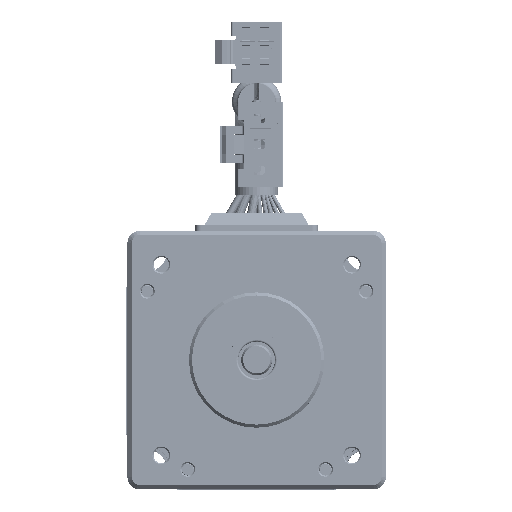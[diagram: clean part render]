
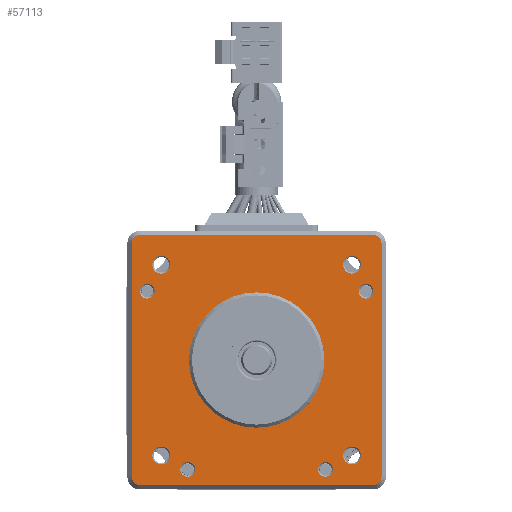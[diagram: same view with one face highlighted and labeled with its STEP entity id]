
A CAD part, top view. The second image highlights one B-rep face of the part: STEP entity #57113.
In plain terms, the highlighted planar face has unit normal (0, 0, 1).
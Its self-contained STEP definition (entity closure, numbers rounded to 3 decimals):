
#53671=DIRECTION('',(0.,1.,0.));
#53672=VECTOR('',#53671,38.);
#53673=CARTESIAN_POINT('',(20.3,-19.,-1.5));
#53674=LINE('',#53673,#53672);
#53688=DIRECTION('',(-1.,0.,0.));
#53689=VECTOR('',#53688,38.);
#53690=CARTESIAN_POINT('',(19.,20.3,-1.5));
#53691=LINE('',#53690,#53689);
#53705=DIRECTION('',(0.,-1.,0.));
#53706=VECTOR('',#53705,38.);
#53707=CARTESIAN_POINT('',(-20.3,19.,-1.5));
#53708=LINE('',#53707,#53706);
#53722=DIRECTION('',(1.,0.,0.));
#53723=VECTOR('',#53722,38.);
#53724=CARTESIAN_POINT('',(-19.,-20.3,-1.5));
#53725=LINE('',#53724,#53723);
#53726=CARTESIAN_POINT('',(19.,19.,-1.5));
#53727=DIRECTION('',(0.,0.,-1.));
#53728=DIRECTION('',(0.,1.,0.));
#53729=AXIS2_PLACEMENT_3D('',#53726,#53727,#53728);
#53731=CARTESIAN_POINT('',(19.,-19.,-1.5));
#53732=DIRECTION('',(0.,0.,-1.));
#53733=DIRECTION('',(1.,0.,0.));
#53734=AXIS2_PLACEMENT_3D('',#53731,#53732,#53733);
#53736=CARTESIAN_POINT('',(-19.,-19.,-1.5));
#53737=DIRECTION('',(0.,0.,-1.));
#53738=DIRECTION('',(0.,-1.,0.));
#53739=AXIS2_PLACEMENT_3D('',#53736,#53737,#53738);
#53741=CARTESIAN_POINT('',(-19.,19.,-1.5));
#53742=DIRECTION('',(0.,0.,-1.));
#53743=DIRECTION('',(-1.,0.,0.));
#53744=AXIS2_PLACEMENT_3D('',#53741,#53742,#53743);
#53746=CARTESIAN_POINT('',(-15.5,15.5,-1.5));
#53747=DIRECTION('',(0.,0.,1.));
#53748=DIRECTION('',(-1.,0.,0.));
#53749=AXIS2_PLACEMENT_3D('',#53746,#53747,#53748);
#53751=CARTESIAN_POINT('',(-15.5,15.5,-1.5));
#53752=DIRECTION('',(0.,0.,1.));
#53753=DIRECTION('',(1.,0.,0.));
#53754=AXIS2_PLACEMENT_3D('',#53751,#53752,#53753);
#53756=CARTESIAN_POINT('',(15.5,-15.5,-1.5));
#53757=DIRECTION('',(0.,0.,1.));
#53758=DIRECTION('',(-1.,0.,0.));
#53759=AXIS2_PLACEMENT_3D('',#53756,#53757,#53758);
#53761=CARTESIAN_POINT('',(15.5,-15.5,-1.5));
#53762=DIRECTION('',(0.,0.,1.));
#53763=DIRECTION('',(1.,0.,0.));
#53764=AXIS2_PLACEMENT_3D('',#53761,#53762,#53763);
#53766=CARTESIAN_POINT('',(15.5,15.5,-1.5));
#53767=DIRECTION('',(0.,0.,1.));
#53768=DIRECTION('',(-1.,0.,0.));
#53769=AXIS2_PLACEMENT_3D('',#53766,#53767,#53768);
#53771=CARTESIAN_POINT('',(15.5,15.5,-1.5));
#53772=DIRECTION('',(0.,0.,1.));
#53773=DIRECTION('',(1.,0.,0.));
#53774=AXIS2_PLACEMENT_3D('',#53771,#53772,#53773);
#53776=CARTESIAN_POINT('',(-17.77,11.19,-1.5));
#53777=DIRECTION('',(0.,0.,1.));
#53778=DIRECTION('',(-1.,0.,0.));
#53779=AXIS2_PLACEMENT_3D('',#53776,#53777,#53778);
#53781=CARTESIAN_POINT('',(-17.77,11.19,-1.5));
#53782=DIRECTION('',(0.,0.,1.));
#53783=DIRECTION('',(1.,0.,0.));
#53784=AXIS2_PLACEMENT_3D('',#53781,#53782,#53783);
#53786=CARTESIAN_POINT('',(17.77,11.19,-1.5));
#53787=DIRECTION('',(0.,0.,1.));
#53788=DIRECTION('',(-1.,0.,0.));
#53789=AXIS2_PLACEMENT_3D('',#53786,#53787,#53788);
#53791=CARTESIAN_POINT('',(17.77,11.19,-1.5));
#53792=DIRECTION('',(0.,0.,1.));
#53793=DIRECTION('',(1.,0.,0.));
#53794=AXIS2_PLACEMENT_3D('',#53791,#53792,#53793);
#53796=CARTESIAN_POINT('',(-11.19,-17.77,-1.5));
#53797=DIRECTION('',(0.,0.,1.));
#53798=DIRECTION('',(-1.,0.,0.));
#53799=AXIS2_PLACEMENT_3D('',#53796,#53797,#53798);
#53801=CARTESIAN_POINT('',(-11.19,-17.77,-1.5));
#53802=DIRECTION('',(0.,0.,1.));
#53803=DIRECTION('',(1.,0.,0.));
#53804=AXIS2_PLACEMENT_3D('',#53801,#53802,#53803);
#53806=CARTESIAN_POINT('',(11.19,-17.77,-1.5));
#53807=DIRECTION('',(0.,0.,1.));
#53808=DIRECTION('',(-1.,0.,0.));
#53809=AXIS2_PLACEMENT_3D('',#53806,#53807,#53808);
#53811=CARTESIAN_POINT('',(11.19,-17.77,-1.5));
#53812=DIRECTION('',(0.,0.,1.));
#53813=DIRECTION('',(1.,0.,0.));
#53814=AXIS2_PLACEMENT_3D('',#53811,#53812,#53813);
#53816=CARTESIAN_POINT('',(-15.5,-15.5,-1.5));
#53817=DIRECTION('',(0.,0.,1.));
#53818=DIRECTION('',(-1.,0.,0.));
#53819=AXIS2_PLACEMENT_3D('',#53816,#53817,#53818);
#53821=CARTESIAN_POINT('',(-15.5,-15.5,-1.5));
#53822=DIRECTION('',(0.,0.,1.));
#53823=DIRECTION('',(1.,0.,0.));
#53824=AXIS2_PLACEMENT_3D('',#53821,#53822,#53823);
#53826=CARTESIAN_POINT('',(0.,0.,-1.5));
#53827=DIRECTION('',(0.,0.,1.));
#53828=DIRECTION('',(-1.,0.,0.));
#53829=AXIS2_PLACEMENT_3D('',#53826,#53827,#53828);
#53831=CARTESIAN_POINT('',(0.,0.,-1.5));
#53832=DIRECTION('',(0.,0.,1.));
#53833=DIRECTION('',(1.,0.,0.));
#53834=AXIS2_PLACEMENT_3D('',#53831,#53832,#53833);
#55248=CARTESIAN_POINT('',(-11.,0.,-1.5));
#55249=VERTEX_POINT('',#55248);
#55250=CARTESIAN_POINT('',(11.,0.,-1.5));
#55251=VERTEX_POINT('',#55250);
#55252=CARTESIAN_POINT('',(19.,20.3,-1.5));
#55253=CARTESIAN_POINT('',(20.3,19.,-1.5));
#55254=VERTEX_POINT('',#55252);
#55255=VERTEX_POINT('',#55253);
#55256=CARTESIAN_POINT('',(20.3,-19.,-1.5));
#55257=VERTEX_POINT('',#55256);
#55258=CARTESIAN_POINT('',(19.,-20.3,-1.5));
#55259=VERTEX_POINT('',#55258);
#55260=CARTESIAN_POINT('',(-19.,-20.3,-1.5));
#55261=VERTEX_POINT('',#55260);
#55262=CARTESIAN_POINT('',(-20.3,-19.,-1.5));
#55263=VERTEX_POINT('',#55262);
#55264=CARTESIAN_POINT('',(-20.3,19.,-1.5));
#55265=VERTEX_POINT('',#55264);
#55266=CARTESIAN_POINT('',(-19.,20.3,-1.5));
#55267=VERTEX_POINT('',#55266);
#55268=CARTESIAN_POINT('',(-16.95,15.5,-1.5));
#55269=CARTESIAN_POINT('',(-14.05,15.5,-1.5));
#55270=VERTEX_POINT('',#55268);
#55271=VERTEX_POINT('',#55269);
#55272=CARTESIAN_POINT('',(14.05,-15.5,-1.5));
#55273=CARTESIAN_POINT('',(16.95,-15.5,-1.5));
#55274=VERTEX_POINT('',#55272);
#55275=VERTEX_POINT('',#55273);
#55276=CARTESIAN_POINT('',(14.05,15.5,-1.5));
#55277=CARTESIAN_POINT('',(16.95,15.5,-1.5));
#55278=VERTEX_POINT('',#55276);
#55279=VERTEX_POINT('',#55277);
#55280=CARTESIAN_POINT('',(-18.97,11.19,-1.5));
#55281=CARTESIAN_POINT('',(-16.57,11.19,-1.5));
#55282=VERTEX_POINT('',#55280);
#55283=VERTEX_POINT('',#55281);
#55284=CARTESIAN_POINT('',(16.57,11.19,-1.5));
#55285=CARTESIAN_POINT('',(18.97,11.19,-1.5));
#55286=VERTEX_POINT('',#55284);
#55287=VERTEX_POINT('',#55285);
#55288=CARTESIAN_POINT('',(-12.39,-17.77,-1.5));
#55289=CARTESIAN_POINT('',(-9.99,-17.77,-1.5));
#55290=VERTEX_POINT('',#55288);
#55291=VERTEX_POINT('',#55289);
#55292=CARTESIAN_POINT('',(9.99,-17.77,-1.5));
#55293=CARTESIAN_POINT('',(12.39,-17.77,-1.5));
#55294=VERTEX_POINT('',#55292);
#55295=VERTEX_POINT('',#55293);
#55296=CARTESIAN_POINT('',(-16.95,-15.5,-1.5));
#55297=CARTESIAN_POINT('',(-14.05,-15.5,-1.5));
#55298=VERTEX_POINT('',#55296);
#55299=VERTEX_POINT('',#55297);
#57044=CARTESIAN_POINT('',(0.,11.,-1.5));
#57045=DIRECTION('',(0.,0.,1.));
#57046=DIRECTION('',(1.,0.,0.));
#57047=AXIS2_PLACEMENT_3D('',#57044,#57045,#57046);
#57048=PLANE('',#57047);
#57049=ORIENTED_EDGE('',*,*,#56968,.T.);
#57050=ORIENTED_EDGE('',*,*,#56953,.F.);
#57051=ORIENTED_EDGE('',*,*,#56939,.T.);
#57052=ORIENTED_EDGE('',*,*,#57039,.F.);
#57053=ORIENTED_EDGE('',*,*,#57026,.T.);
#57054=ORIENTED_EDGE('',*,*,#57011,.F.);
#57055=ORIENTED_EDGE('',*,*,#56997,.T.);
#57056=ORIENTED_EDGE('',*,*,#56982,.F.);
#57057=EDGE_LOOP('',(#57049,#57050,#57051,#57052,#57053,#57054,#57055,#57056));
#57058=FACE_OUTER_BOUND('',#57057,.F.);
#57060=ORIENTED_EDGE('',*,*,#57059,.T.);
#57062=ORIENTED_EDGE('',*,*,#57061,.T.);
#57063=EDGE_LOOP('',(#57060,#57062));
#57064=FACE_BOUND('',#57063,.F.);
#57066=ORIENTED_EDGE('',*,*,#57065,.T.);
#57068=ORIENTED_EDGE('',*,*,#57067,.T.);
#57069=EDGE_LOOP('',(#57066,#57068));
#57070=FACE_BOUND('',#57069,.F.);
#57072=ORIENTED_EDGE('',*,*,#57071,.T.);
#57074=ORIENTED_EDGE('',*,*,#57073,.T.);
#57075=EDGE_LOOP('',(#57072,#57074));
#57076=FACE_BOUND('',#57075,.F.);
#57078=ORIENTED_EDGE('',*,*,#57077,.T.);
#57080=ORIENTED_EDGE('',*,*,#57079,.T.);
#57081=EDGE_LOOP('',(#57078,#57080));
#57082=FACE_BOUND('',#57081,.F.);
#57084=ORIENTED_EDGE('',*,*,#57083,.T.);
#57086=ORIENTED_EDGE('',*,*,#57085,.T.);
#57087=EDGE_LOOP('',(#57084,#57086));
#57088=FACE_BOUND('',#57087,.F.);
#57090=ORIENTED_EDGE('',*,*,#57089,.T.);
#57092=ORIENTED_EDGE('',*,*,#57091,.T.);
#57093=EDGE_LOOP('',(#57090,#57092));
#57094=FACE_BOUND('',#57093,.F.);
#57096=ORIENTED_EDGE('',*,*,#57095,.T.);
#57098=ORIENTED_EDGE('',*,*,#57097,.T.);
#57099=EDGE_LOOP('',(#57096,#57098));
#57100=FACE_BOUND('',#57099,.F.);
#57102=ORIENTED_EDGE('',*,*,#57101,.T.);
#57104=ORIENTED_EDGE('',*,*,#57103,.T.);
#57105=EDGE_LOOP('',(#57102,#57104));
#57106=FACE_BOUND('',#57105,.F.);
#57108=ORIENTED_EDGE('',*,*,#57107,.T.);
#57110=ORIENTED_EDGE('',*,*,#57109,.T.);
#57111=EDGE_LOOP('',(#57108,#57110));
#57112=FACE_BOUND('',#57111,.F.);
#57113=ADVANCED_FACE('',(#57058,#57064,#57070,#57076,#57082,#57088,#57094,
#57100,#57106,#57112),#57048,.T.);
#53730=CIRCLE('',#53729,1.3);
#53735=CIRCLE('',#53734,1.3);
#53740=CIRCLE('',#53739,1.3);
#53745=CIRCLE('',#53744,1.3);
#53750=CIRCLE('',#53749,1.45);
#53755=CIRCLE('',#53754,1.45);
#53760=CIRCLE('',#53759,1.45);
#53765=CIRCLE('',#53764,1.45);
#53770=CIRCLE('',#53769,1.45);
#53775=CIRCLE('',#53774,1.45);
#53780=CIRCLE('',#53779,1.2);
#53785=CIRCLE('',#53784,1.2);
#53790=CIRCLE('',#53789,1.2);
#53795=CIRCLE('',#53794,1.2);
#53800=CIRCLE('',#53799,1.2);
#53805=CIRCLE('',#53804,1.2);
#53810=CIRCLE('',#53809,1.2);
#53815=CIRCLE('',#53814,1.2);
#53820=CIRCLE('',#53819,1.45);
#53825=CIRCLE('',#53824,1.45);
#53830=CIRCLE('',#53829,11.);
#53835=CIRCLE('',#53834,11.);
#56939=EDGE_CURVE('',#55257,#55259,#53735,.T.);
#56953=EDGE_CURVE('',#55257,#55255,#53674,.T.);
#56968=EDGE_CURVE('',#55254,#55255,#53730,.T.);
#56982=EDGE_CURVE('',#55254,#55267,#53691,.T.);
#56997=EDGE_CURVE('',#55265,#55267,#53745,.T.);
#57011=EDGE_CURVE('',#55265,#55263,#53708,.T.);
#57026=EDGE_CURVE('',#55261,#55263,#53740,.T.);
#57039=EDGE_CURVE('',#55261,#55259,#53725,.T.);
#57059=EDGE_CURVE('',#55270,#55271,#53750,.T.);
#57061=EDGE_CURVE('',#55271,#55270,#53755,.T.);
#57065=EDGE_CURVE('',#55274,#55275,#53760,.T.);
#57067=EDGE_CURVE('',#55275,#55274,#53765,.T.);
#57071=EDGE_CURVE('',#55278,#55279,#53770,.T.);
#57073=EDGE_CURVE('',#55279,#55278,#53775,.T.);
#57077=EDGE_CURVE('',#55282,#55283,#53780,.T.);
#57079=EDGE_CURVE('',#55283,#55282,#53785,.T.);
#57083=EDGE_CURVE('',#55286,#55287,#53790,.T.);
#57085=EDGE_CURVE('',#55287,#55286,#53795,.T.);
#57089=EDGE_CURVE('',#55290,#55291,#53800,.T.);
#57091=EDGE_CURVE('',#55291,#55290,#53805,.T.);
#57095=EDGE_CURVE('',#55294,#55295,#53810,.T.);
#57097=EDGE_CURVE('',#55295,#55294,#53815,.T.);
#57101=EDGE_CURVE('',#55298,#55299,#53820,.T.);
#57103=EDGE_CURVE('',#55299,#55298,#53825,.T.);
#57107=EDGE_CURVE('',#55249,#55251,#53830,.T.);
#57109=EDGE_CURVE('',#55251,#55249,#53835,.T.);
